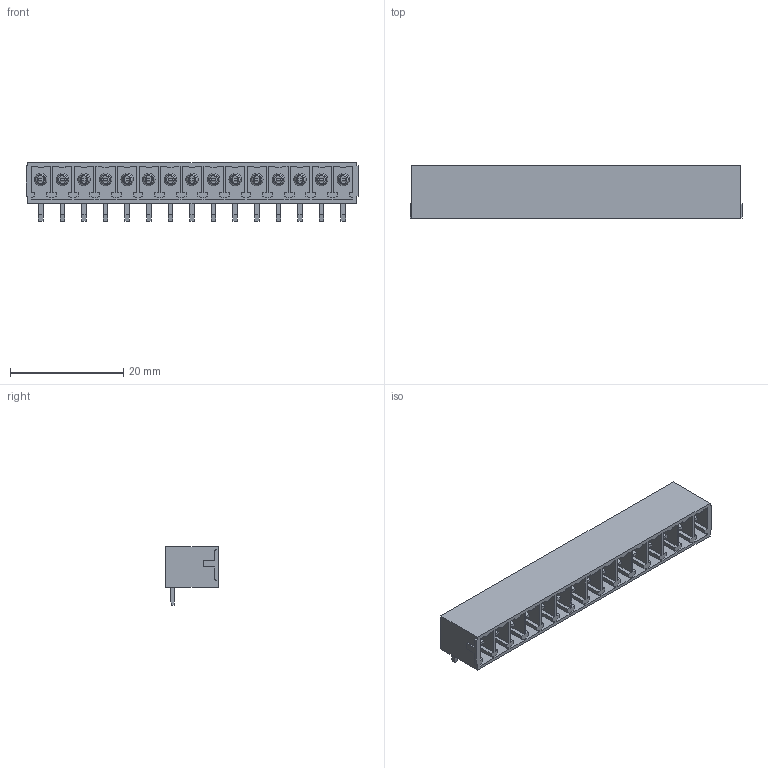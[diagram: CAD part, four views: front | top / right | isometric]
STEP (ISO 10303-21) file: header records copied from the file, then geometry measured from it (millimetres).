
FILE_DESCRIPTION(('CATIA V5 STEP Exchange','CAx-IF Rec.Pracs.--- Model Styling and Organization---1.2---2011-12-15'),'2;1');
FILE_NAME ('D1447376_0_1036630000_1036630000.stp','2018-10-12T06:13:27+00:00',('none'),('Weidmueller'),'CATIA Version 5-6 Release 2014','CATIA V5 STEP AP214','none');
FILE_SCHEMA(('AUTOMOTIVE_DESIGN { 1 0 10303 214 1 1 1 1 }'));
Length unit declared in the file: millimetre
Products named in the file (1): 1036630000
Bounding box: 58.54 x 9.2 x 10.3 mm (x, y, z)
Volume: 1609 mm3; surface area: 5483.4 mm2
Topology: 16 solids, 16 shells, 994 faces, 2796 edges, 1864 vertices
Faces by surface type: plane 896, cylinder 38, cone 30, torus 30
Entity records: 28469 total; most frequent: ORIENTED_EDGE 5592, CARTESIAN_POINT 5058, DIRECTION 3590, EDGE_CURVE 2796, VECTOR 2600, LINE 2600, VERTEX_POINT 1864, EDGE_LOOP 1054
